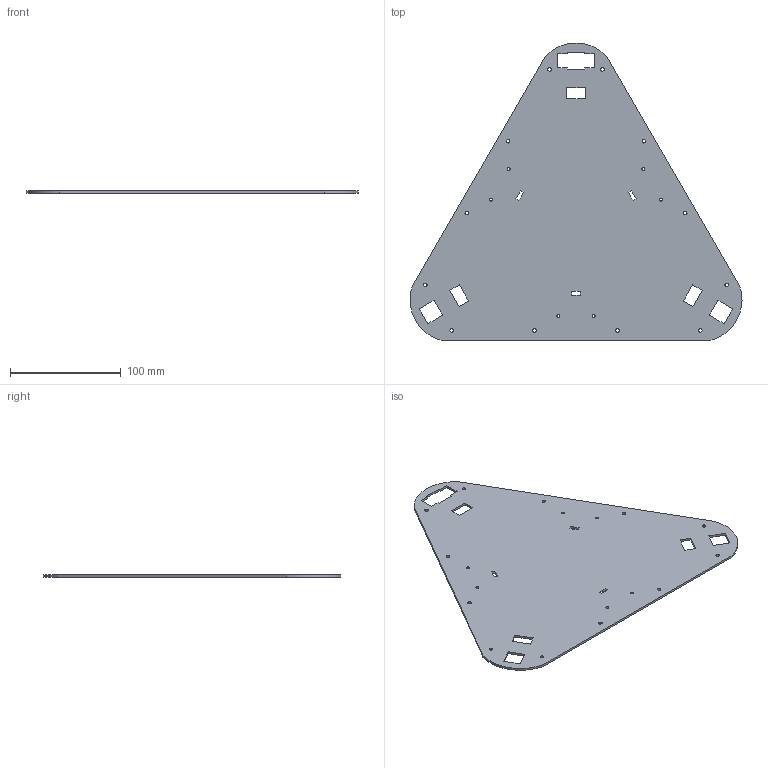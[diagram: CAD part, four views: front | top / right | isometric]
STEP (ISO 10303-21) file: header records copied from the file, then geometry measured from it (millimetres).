
FILE_DESCRIPTION(('FreeCAD Model'),'2;1');
FILE_NAME('Plate_Triangle_Middle_Bottom.step', '2014-06-02T19:28:27',('FreeCAD'),('FreeCAD'), 'Open CASCADE STEP processor 6.7','FreeCAD','Unknown');
FILE_SCHEMA(('AUTOMOTIVE_DESIGN_CC2 { 1 2 10303 214 -1 1 5 4 }'));
Length unit declared in the file: millimetre
Products named in the file (1): 1_FramePrintBedHoles_Pocket
Bounding box: 300.4 x 269.54 x 2 mm (x, y, z)
Volume: 99387.5 mm3; surface area: 102443.6 mm2
Topology: 1 solids, 1 shells, 70 faces, 204 edges, 136 vertices
Faces by surface type: plane 46, cylinder 24
Full cylindrical faces by diameter (mm): 2.5 x6, 3.2 x12
Entity records: 5151 total; most frequent: CARTESIAN_POINT 1197, DIRECTION 664, LINE 426, VECTOR 426, ORIENTED_EDGE 408, PCURVE 408, DEFINITIONAL_REPRESENTATION 408, EDGE_CURVE 204
